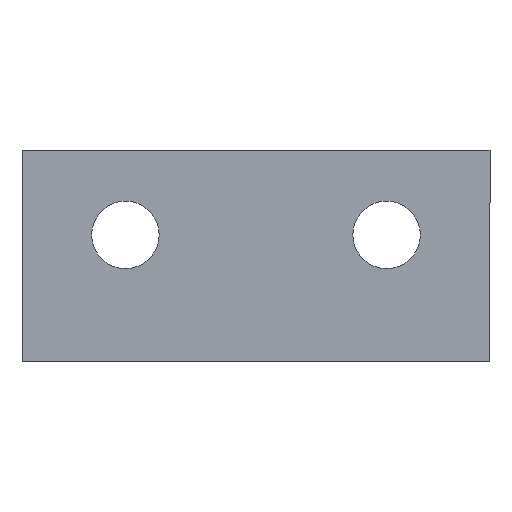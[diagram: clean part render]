
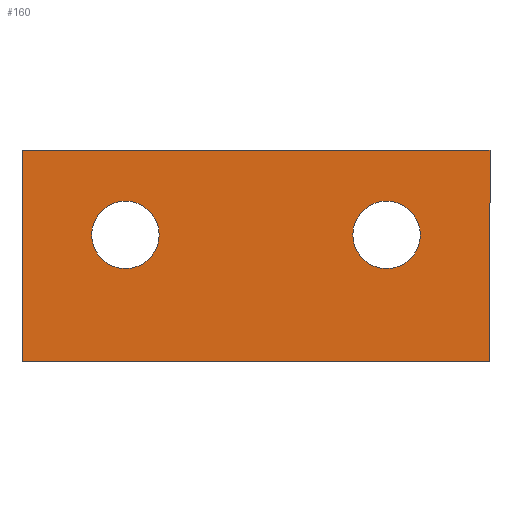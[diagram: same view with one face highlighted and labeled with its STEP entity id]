
A CAD part, front view. The second image highlights one B-rep face of the part: STEP entity #160.
In plain terms, the highlighted planar face has unit normal (0, -1, 0).
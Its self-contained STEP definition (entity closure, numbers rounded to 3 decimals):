
#2 = EDGE_LOOP ( 'NONE', ( #146, #133 ) ) ;
#3 = CARTESIAN_POINT ( 'NONE',  ( 11.528, 0., 1. ) ) ;
#14 = DIRECTION ( 'NONE',  ( 0., 1., 0. ) ) ;
#18 = ORIENTED_EDGE ( 'NONE', *, *, #61, .T. ) ;
#27 = VERTEX_POINT ( 'NONE', #83 ) ;
#30 = EDGE_CURVE ( 'NONE', #336, #27, #210, .T. ) ;
#31 = CARTESIAN_POINT ( 'NONE',  ( 11.528, 0., -0.6 ) ) ;
#33 = EDGE_CURVE ( 'NONE', #336, #252, #163, .T. ) ;
#44 = DIRECTION ( 'NONE',  ( -1., 0., 0. ) ) ;
#46 = DIRECTION ( 'NONE',  ( 0., 1., 0. ) ) ;
#50 = EDGE_CURVE ( 'NONE', #319, #128, #164, .T. ) ;
#54 = CARTESIAN_POINT ( 'NONE',  ( -0.85, 0., -0.6 ) ) ;
#55 = DIRECTION ( 'NONE',  ( 0., 0., 1. ) ) ;
#60 = CIRCLE ( 'NONE', #264, 1.6 ) ;
#61 = EDGE_CURVE ( 'NONE', #128, #319, #60, .T. ) ;
#68 = PLANE ( 'NONE',  #230 ) ;
#83 = CARTESIAN_POINT ( 'NONE',  ( -5.75, 0., -5. ) ) ;
#84 = CARTESIAN_POINT ( 'NONE',  ( 16.428, 0., -5. ) ) ;
#86 = AXIS2_PLACEMENT_3D ( 'NONE', #113, #14, #220 ) ;
#89 = AXIS2_PLACEMENT_3D ( 'NONE', #333, #46, #243 ) ;
#100 = CIRCLE ( 'NONE', #86, 1.6 ) ;
#103 = CARTESIAN_POINT ( 'NONE',  ( 11.528, 0., 1. ) ) ;
#113 = CARTESIAN_POINT ( 'NONE',  ( -0.85, 0., 1. ) ) ;
#125 = EDGE_LOOP ( 'NONE', ( #18, #176 ) ) ;
#128 = VERTEX_POINT ( 'NONE', #325 ) ;
#133 = ORIENTED_EDGE ( 'NONE', *, *, #213, .T. ) ;
#146 = ORIENTED_EDGE ( 'NONE', *, *, #225, .T. ) ;
#153 = EDGE_CURVE ( 'NONE', #27, #256, #277, .T. ) ;
#156 = CARTESIAN_POINT ( 'NONE',  ( -0.85, 0., 2.6 ) ) ;
#160 = ADVANCED_FACE ( 'NONE', ( #214, #169, #271 ), #68, .T. ) ;
#163 = LINE ( 'NONE', #265, #215 ) ;
#164 = CIRCLE ( 'NONE', #201, 1.6 ) ;
#165 = CARTESIAN_POINT ( 'NONE',  ( 16.428, 0., 5. ) ) ;
#166 = CARTESIAN_POINT ( 'NONE',  ( -5.75, 0., 0. ) ) ;
#169 = FACE_OUTER_BOUND ( 'NONE', #228, .T. ) ;
#172 = ORIENTED_EDGE ( 'NONE', *, *, #30, .F. ) ;
#176 = ORIENTED_EDGE ( 'NONE', *, *, #50, .T. ) ;
#178 = VECTOR ( 'NONE', #298, 1000. ) ;
#183 = CARTESIAN_POINT ( 'NONE',  ( -5.75, 0., 5. ) ) ;
#184 = DIRECTION ( 'NONE',  ( 0., 0., 1. ) ) ;
#190 = EDGE_CURVE ( 'NONE', #252, #256, #242, .T. ) ;
#201 = AXIS2_PLACEMENT_3D ( 'NONE', #3, #344, #184 ) ;
#207 = ORIENTED_EDGE ( 'NONE', *, *, #190, .T. ) ;
#210 = LINE ( 'NONE', #84, #326 ) ;
#211 = ORIENTED_EDGE ( 'NONE', *, *, #153, .F. ) ;
#213 = EDGE_CURVE ( 'NONE', #346, #315, #100, .T. ) ;
#214 = FACE_BOUND ( 'NONE', #125, .T. ) ;
#215 = VECTOR ( 'NONE', #294, 1000. ) ;
#217 = CARTESIAN_POINT ( 'NONE',  ( 16.428, 0., -5. ) ) ;
#219 = ORIENTED_EDGE ( 'NONE', *, *, #33, .T. ) ;
#220 = DIRECTION ( 'NONE',  ( 0., 0., 1. ) ) ;
#225 = EDGE_CURVE ( 'NONE', #315, #346, #274, .T. ) ;
#228 = EDGE_LOOP ( 'NONE', ( #172, #219, #207, #211 ) ) ;
#230 = AXIS2_PLACEMENT_3D ( 'NONE', #217, #269, #272 ) ;
#242 = LINE ( 'NONE', #165, #309 ) ;
#243 = DIRECTION ( 'NONE',  ( 0., 0., 1. ) ) ;
#252 = VERTEX_POINT ( 'NONE', #261 ) ;
#256 = VERTEX_POINT ( 'NONE', #183 ) ;
#261 = CARTESIAN_POINT ( 'NONE',  ( 16.428, 0., 5. ) ) ;
#264 = AXIS2_PLACEMENT_3D ( 'NONE', #103, #288, #55 ) ;
#265 = CARTESIAN_POINT ( 'NONE',  ( 16.428, 0., -5. ) ) ;
#269 = DIRECTION ( 'NONE',  ( 0., -1., 0. ) ) ;
#271 = FACE_BOUND ( 'NONE', #2, .T. ) ;
#272 = DIRECTION ( 'NONE',  ( 0., 0., -1. ) ) ;
#274 = CIRCLE ( 'NONE', #89, 1.6 ) ;
#277 = LINE ( 'NONE', #166, #178 ) ;
#281 = CARTESIAN_POINT ( 'NONE',  ( 16.428, 0., -5. ) ) ;
#288 = DIRECTION ( 'NONE',  ( 0., 1., 0. ) ) ;
#292 = DIRECTION ( 'NONE',  ( -1., 0., 0. ) ) ;
#294 = DIRECTION ( 'NONE',  ( 0., 0., 1. ) ) ;
#298 = DIRECTION ( 'NONE',  ( 0., 0., 1. ) ) ;
#309 = VECTOR ( 'NONE', #44, 1000. ) ;
#315 = VERTEX_POINT ( 'NONE', #156 ) ;
#319 = VERTEX_POINT ( 'NONE', #31 ) ;
#325 = CARTESIAN_POINT ( 'NONE',  ( 11.528, 0., 2.6 ) ) ;
#326 = VECTOR ( 'NONE', #292, 1000. ) ;
#333 = CARTESIAN_POINT ( 'NONE',  ( -0.85, 0., 1. ) ) ;
#336 = VERTEX_POINT ( 'NONE', #281 ) ;
#344 = DIRECTION ( 'NONE',  ( 0., 1., 0. ) ) ;
#346 = VERTEX_POINT ( 'NONE', #54 ) ;
